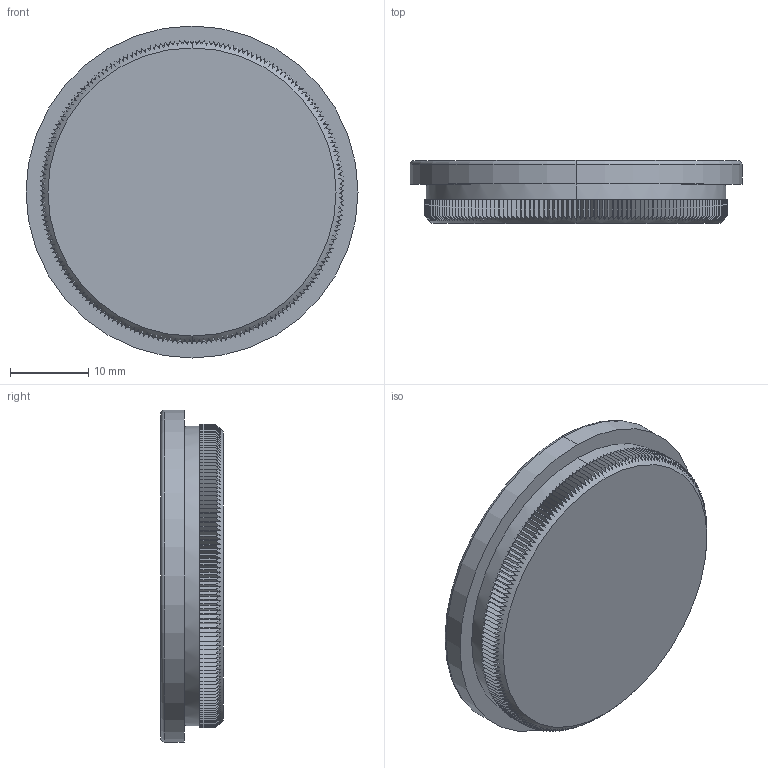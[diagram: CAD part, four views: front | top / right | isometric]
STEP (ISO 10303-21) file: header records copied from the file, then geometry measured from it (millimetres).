
FILE_DESCRIPTION (( 'STEP AP203' ), '1' );
FILE_NAME ('A_5731-242.STEP', '2022-06-10T10:31:29', ( '' ), ( '' ), 'SwSTEP 2.0', 'SolidWorks 2019', '' );
FILE_SCHEMA (( 'CONFIG_CONTROL_DESIGN' ));
Length unit declared in the file: millimetre
Products named in the file (1): A_5731-242
Bounding box: 42.4 x 8 x 42.4 mm (x, y, z)
Volume: 9928 mm3; surface area: 4092.4 mm2
Topology: 1 solids, 1 shells, 986 faces, 2556 edges, 1573 vertices
Faces by surface type: plane 783, cylinder 199, cone 2, torus 2
Entity records: 30198 total; most frequent: CARTESIAN_POINT 6286, ORIENTED_EDGE 5112, DIRECTION 4935, EDGE_CURVE 2556, AXIS2_PLACEMENT_3D 1782, VERTEX_POINT 1573, LINE 1371, VECTOR 1371
